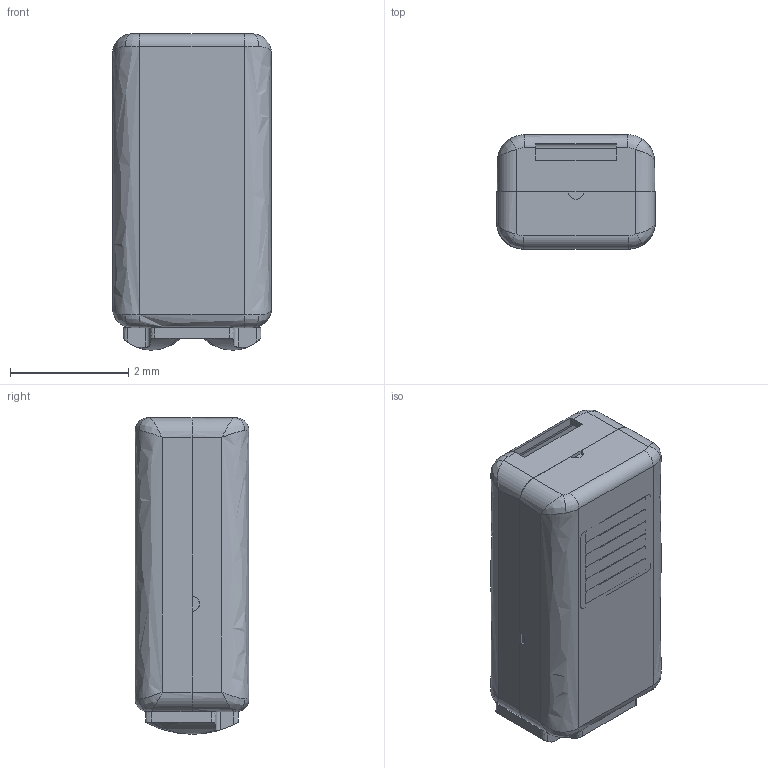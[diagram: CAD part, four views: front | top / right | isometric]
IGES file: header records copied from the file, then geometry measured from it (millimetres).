
Start section:  PTC IGES file: wbfk-30042-000_sw.igs
Global section: file name: wbfk-30042-000_sw.igs; native system: Creo Parametric by Parametric Technology Corporation; preprocessor: 2012480; author: JaLiu; organization: Unknown; date: 20140826.150739; units: inch
Bounding box: 2.69 x 1.93 x 5.36 mm (x, y, z)
Surface area: 115.2 mm2 (no closed solid volume)
Topology: 0 solids, 0 shells, 415 faces, 2046 edges, 2046 vertices
Faces by surface type: revolution 268, bspline 145, extrusion 2
